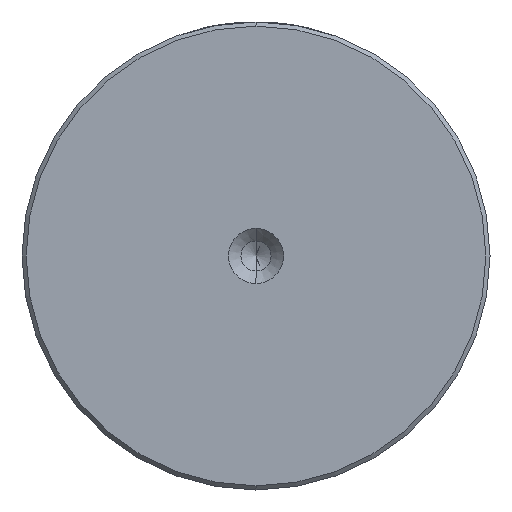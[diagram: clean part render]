
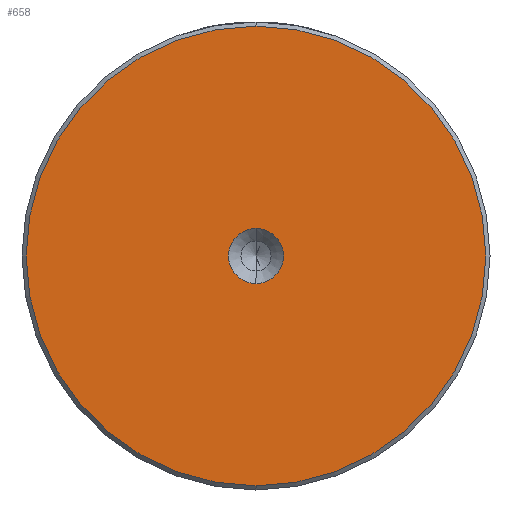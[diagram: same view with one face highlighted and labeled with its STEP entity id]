
A CAD part, left-side view. The second image highlights one B-rep face of the part: STEP entity #658.
In plain terms, the highlighted planar face has unit normal (-1, 0, 0).
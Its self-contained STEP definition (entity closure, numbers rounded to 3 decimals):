
#96 = EDGE_CURVE ( 'NONE', #2460, #565, #2274, .T. ) ;
#100 = CARTESIAN_POINT ( 'NONE',  ( 0., 0., 0. ) ) ;
#205 = DIRECTION ( 'NONE',  ( -1., 0., 0. ) ) ;
#248 = AXIS2_PLACEMENT_3D ( 'NONE', #1351, #1110, #2830 ) ;
#253 = VERTEX_POINT ( 'NONE', #643 ) ;
#353 = DIRECTION ( 'NONE',  ( 0., 0., 1. ) ) ;
#361 = DIRECTION ( 'NONE',  ( -1., 0., 0. ) ) ;
#504 = EDGE_LOOP ( 'NONE', ( #1621, #1571 ) ) ;
#565 = VERTEX_POINT ( 'NONE', #997 ) ;
#601 = PLANE ( 'NONE',  #248 ) ;
#620 = EDGE_LOOP ( 'NONE', ( #2684, #1095 ) ) ;
#643 = CARTESIAN_POINT ( 'NONE',  ( 0., 0., 27.5 ) ) ;
#658 = ADVANCED_FACE ( 'NONE', ( #871, #2121 ), #601, .T. ) ;
#728 = AXIS2_PLACEMENT_3D ( 'NONE', #100, #1866, #353 ) ;
#831 = CIRCLE ( 'NONE', #1348, 3.3 ) ;
#871 = FACE_OUTER_BOUND ( 'NONE', #620, .T. ) ;
#997 = CARTESIAN_POINT ( 'NONE',  ( 0., 0., -3.3 ) ) ;
#1095 = ORIENTED_EDGE ( 'NONE', *, *, #1987, .T. ) ;
#1110 = DIRECTION ( 'NONE',  ( -1., 0., 0. ) ) ;
#1244 = VERTEX_POINT ( 'NONE', #2304 ) ;
#1280 = CARTESIAN_POINT ( 'NONE',  ( 0., 0., 0. ) ) ;
#1297 = CIRCLE ( 'NONE', #728, 27.5 ) ;
#1342 = EDGE_CURVE ( 'NONE', #1244, #253, #1297, .T. ) ;
#1348 = AXIS2_PLACEMENT_3D ( 'NONE', #1707, #205, #1959 ) ;
#1351 = CARTESIAN_POINT ( 'NONE',  ( 0., 0., 0. ) ) ;
#1372 = CARTESIAN_POINT ( 'NONE',  ( 0., 0., 3.3 ) ) ;
#1519 = EDGE_CURVE ( 'NONE', #565, #2460, #831, .T. ) ;
#1530 = DIRECTION ( 'NONE',  ( 0., 0., 1. ) ) ;
#1571 = ORIENTED_EDGE ( 'NONE', *, *, #1519, .F. ) ;
#1621 = ORIENTED_EDGE ( 'NONE', *, *, #96, .F. ) ;
#1707 = CARTESIAN_POINT ( 'NONE',  ( 0., 0., 0. ) ) ;
#1775 = AXIS2_PLACEMENT_3D ( 'NONE', #1280, #2995, #1530 ) ;
#1866 = DIRECTION ( 'NONE',  ( -1., 0., 0. ) ) ;
#1870 = CARTESIAN_POINT ( 'NONE',  ( 0., 0., 0. ) ) ;
#1959 = DIRECTION ( 'NONE',  ( 0., 0., 1. ) ) ;
#1987 = EDGE_CURVE ( 'NONE', #253, #1244, #2944, .T. ) ;
#2112 = DIRECTION ( 'NONE',  ( 0., 0., 1. ) ) ;
#2121 = FACE_BOUND ( 'NONE', #504, .T. ) ;
#2274 = CIRCLE ( 'NONE', #1775, 3.3 ) ;
#2304 = CARTESIAN_POINT ( 'NONE',  ( 0., 0., -27.5 ) ) ;
#2460 = VERTEX_POINT ( 'NONE', #1372 ) ;
#2684 = ORIENTED_EDGE ( 'NONE', *, *, #1342, .T. ) ;
#2686 = AXIS2_PLACEMENT_3D ( 'NONE', #1870, #361, #2112 ) ;
#2830 = DIRECTION ( 'NONE',  ( 0., 0., 1. ) ) ;
#2944 = CIRCLE ( 'NONE', #2686, 27.5 ) ;
#2995 = DIRECTION ( 'NONE',  ( -1., 0., 0. ) ) ;
